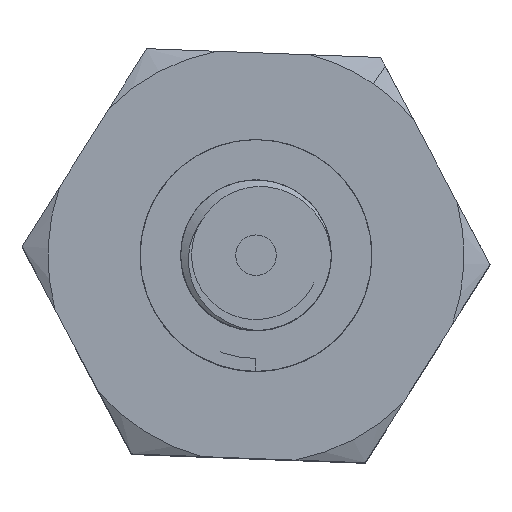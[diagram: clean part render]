
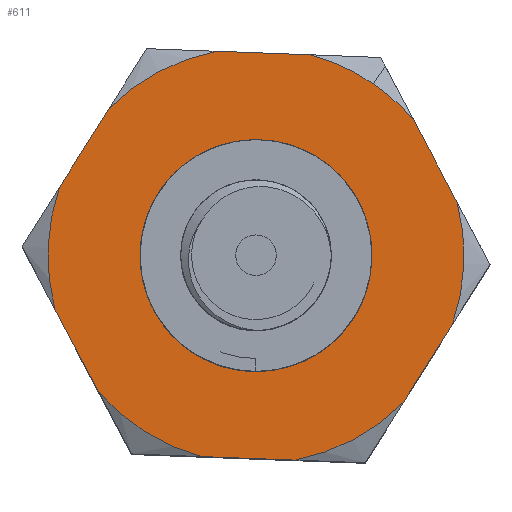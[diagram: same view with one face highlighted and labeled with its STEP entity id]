
A CAD part, top view. The second image highlights one B-rep face of the part: STEP entity #611.
In plain terms, the highlighted planar face has unit normal (0, 0, 1).
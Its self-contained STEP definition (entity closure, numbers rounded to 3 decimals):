
#72 = AXIS2_PLACEMENT_3D ( 'NONE', #13730, #13603, #6648 ) ;
#139 = CIRCLE ( 'NONE', #15220, 1.5 ) ;
#245 = VERTEX_POINT ( 'NONE', #2802 ) ;
#508 = ORIENTED_EDGE ( 'NONE', *, *, #4171, .F. ) ;
#611 = ADVANCED_FACE ( 'NONE', ( #3949, #16613 ), #2548, .F. ) ;
#663 = VERTEX_POINT ( 'NONE', #15526 ) ;
#824 = EDGE_CURVE ( 'NONE', #3164, #2321, #17069, .T. ) ;
#1071 = CARTESIAN_POINT ( 'NONE',  ( 0.936, 3.467, 9.981 ) ) ;
#1272 = AXIS2_PLACEMENT_3D ( 'NONE', #7608, #16069, #11831 ) ;
#1451 = DIRECTION ( 'NONE',  ( 0.564, 0.826, 0. ) ) ;
#1574 = CARTESIAN_POINT ( 'NONE',  ( 0., 0., 9.981 ) ) ;
#1833 = CARTESIAN_POINT ( 'NONE',  ( -1.887, 3.574, 9.981 ) ) ;
#1929 = AXIS2_PLACEMENT_3D ( 'NONE', #1574, #2863, #7025 ) ;
#2084 = CARTESIAN_POINT ( 'NONE',  ( -2.719, -2.346, 9.981 ) ) ;
#2321 = VERTEX_POINT ( 'NONE', #18349 ) ;
#2330 = DIRECTION ( 'NONE',  ( 0.532, 0.847, 0. ) ) ;
#2548 = PLANE ( 'NONE',  #4231 ) ;
#2583 = AXIS2_PLACEMENT_3D ( 'NONE', #5500, #9826, #12641 ) ;
#2802 = CARTESIAN_POINT ( 'NONE',  ( 0.673, -3.528, 9.981 ) ) ;
#2863 = DIRECTION ( 'NONE',  ( 0., 0., -1. ) ) ;
#2949 = DIRECTION ( 'NONE',  ( 0.467, -0.884, 0. ) ) ;
#3112 = EDGE_CURVE ( 'NONE', #13015, #4445, #18139, .T. ) ;
#3164 = VERTEX_POINT ( 'NONE', #1071 ) ;
#3183 = DIRECTION ( 'NONE',  ( 0.564, 0.826, 0. ) ) ;
#3370 = EDGE_CURVE ( 'NONE', #13367, #245, #3715, .T. ) ;
#3397 = ORIENTED_EDGE ( 'NONE', *, *, #3370, .F. ) ;
#3423 = DIRECTION ( 'NONE',  ( 0.564, 0.826, 0. ) ) ;
#3425 = CARTESIAN_POINT ( 'NONE',  ( 1.887, -3.574, 9.981 ) ) ;
#3482 = EDGE_CURVE ( 'NONE', #16985, #13015, #12365, .T. ) ;
#3483 = DIRECTION ( 'NONE',  ( 0., 0., -1. ) ) ;
#3518 = DIRECTION ( 'NONE',  ( 0.999, -0.038, 0. ) ) ;
#3544 = CARTESIAN_POINT ( 'NONE',  ( 0., 0., 9.981 ) ) ;
#3546 = DIRECTION ( 'NONE',  ( -0.999, 0.038, 0. ) ) ;
#3715 = CIRCLE ( 'NONE', #1272, 3.591 ) ;
#3901 = VECTOR ( 'NONE', #3518, 1000. ) ;
#3949 = FACE_BOUND ( 'NONE', #9291, .T. ) ;
#4043 = VECTOR ( 'NONE', #2330, 1000. ) ;
#4171 = EDGE_CURVE ( 'NONE', #4786, #16489, #9244, .T. ) ;
#4179 = ORIENTED_EDGE ( 'NONE', *, *, #4201, .F. ) ;
#4201 = EDGE_CURVE ( 'NONE', #5616, #13935, #17228, .T. ) ;
#4231 = AXIS2_PLACEMENT_3D ( 'NONE', #6651, #15407, #18131 ) ;
#4277 = EDGE_CURVE ( 'NONE', #663, #12437, #139, .T. ) ;
#4445 = VERTEX_POINT ( 'NONE', #5116 ) ;
#4559 = CARTESIAN_POINT ( 'NONE',  ( -0.936, -3.467, 9.981 ) ) ;
#4684 = EDGE_CURVE ( 'NONE', #13935, #13367, #6559, .T. ) ;
#4736 = EDGE_CURVE ( 'NONE', #12437, #663, #12774, .T. ) ;
#4786 = VERTEX_POINT ( 'NONE', #9922 ) ;
#5116 = CARTESIAN_POINT ( 'NONE',  ( -3.392, 1.181, 9.981 ) ) ;
#5449 = AXIS2_PLACEMENT_3D ( 'NONE', #7207, #17021, #1451 ) ;
#5500 = CARTESIAN_POINT ( 'NONE',  ( 0., 0., 9.981 ) ) ;
#5616 = VERTEX_POINT ( 'NONE', #15825 ) ;
#5794 = ORIENTED_EDGE ( 'NONE', *, *, #15451, .F. ) ;
#5895 = VECTOR ( 'NONE', #15602, 1000. ) ;
#6034 = ORIENTED_EDGE ( 'NONE', *, *, #4277, .T. ) ;
#6086 = CARTESIAN_POINT ( 'NONE',  ( 3.392, -1.181, 9.981 ) ) ;
#6133 = VECTOR ( 'NONE', #14833, 1000. ) ;
#6387 = CARTESIAN_POINT ( 'NONE',  ( -2.151, -3.421, 9.981 ) ) ;
#6559 = LINE ( 'NONE', #8434, #5895 ) ;
#6648 = DIRECTION ( 'NONE',  ( 0.564, 0.826, 0. ) ) ;
#6651 = CARTESIAN_POINT ( 'NONE',  ( 0., 0., 9.981 ) ) ;
#6773 = CARTESIAN_POINT ( 'NONE',  ( 2.719, 2.346, 9.981 ) ) ;
#6786 = LINE ( 'NONE', #1833, #3901 ) ;
#6940 = ORIENTED_EDGE ( 'NONE', *, *, #3482, .F. ) ;
#7025 = DIRECTION ( 'NONE',  ( 0.564, 0.826, 0. ) ) ;
#7207 = CARTESIAN_POINT ( 'NONE',  ( 0., 0., 9.981 ) ) ;
#7281 = CARTESIAN_POINT ( 'NONE',  ( 0., 0., 9.981 ) ) ;
#7308 = CARTESIAN_POINT ( 'NONE',  ( -0.673, 3.528, 9.981 ) ) ;
#7476 = CARTESIAN_POINT ( 'NONE',  ( 0., 0., 9.981 ) ) ;
#7608 = CARTESIAN_POINT ( 'NONE',  ( 0., 0., 9.981 ) ) ;
#7612 = DIRECTION ( 'NONE',  ( 0.564, 0.826, 0. ) ) ;
#7790 = LINE ( 'NONE', #10718, #4043 ) ;
#8222 = EDGE_CURVE ( 'NONE', #2321, #10875, #14264, .T. ) ;
#8434 = CARTESIAN_POINT ( 'NONE',  ( 4.039, -0.152, 9.981 ) ) ;
#8638 = CARTESIAN_POINT ( 'NONE',  ( 2.151, 3.421, 9.981 ) ) ;
#8692 = CIRCLE ( 'NONE', #1929, 3.591 ) ;
#8702 = CARTESIAN_POINT ( 'NONE',  ( 0., 0., 9.981 ) ) ;
#8711 = EDGE_CURVE ( 'NONE', #16099, #16985, #8692, .T. ) ;
#8802 = ORIENTED_EDGE ( 'NONE', *, *, #17233, .F. ) ;
#8818 = DIRECTION ( 'NONE',  ( 0., 0., -1. ) ) ;
#9167 = LINE ( 'NONE', #8638, #10726 ) ;
#9244 = CIRCLE ( 'NONE', #2583, 3.591 ) ;
#9291 = EDGE_LOOP ( 'NONE', ( #15913, #6034 ) ) ;
#9826 = DIRECTION ( 'NONE',  ( 0., 0., -1. ) ) ;
#9922 = CARTESIAN_POINT ( 'NONE',  ( -2.534, 2.545, 9.981 ) ) ;
#10411 = DIRECTION ( 'NONE',  ( 0., 0., -1. ) ) ;
#10423 = CARTESIAN_POINT ( 'NONE',  ( -0.846, -1.239, 9.981 ) ) ;
#10438 = AXIS2_PLACEMENT_3D ( 'NONE', #7281, #11618, #11680 ) ;
#10677 = EDGE_CURVE ( 'NONE', #245, #16099, #17780, .T. ) ;
#10718 = CARTESIAN_POINT ( 'NONE',  ( -4.039, 0.152, 9.981 ) ) ;
#10726 = VECTOR ( 'NONE', #2949, 1000. ) ;
#10875 = VERTEX_POINT ( 'NONE', #6773 ) ;
#11618 = DIRECTION ( 'NONE',  ( 0., 0., -1. ) ) ;
#11680 = DIRECTION ( 'NONE',  ( 0.564, 0.826, 0. ) ) ;
#11831 = DIRECTION ( 'NONE',  ( 0.564, 0.826, 0. ) ) ;
#12365 = LINE ( 'NONE', #6387, #6133 ) ;
#12437 = VERTEX_POINT ( 'NONE', #10423 ) ;
#12641 = DIRECTION ( 'NONE',  ( 0.564, 0.826, 0. ) ) ;
#12774 = CIRCLE ( 'NONE', #5449, 1.5 ) ;
#12871 = ORIENTED_EDGE ( 'NONE', *, *, #3112, .F. ) ;
#13015 = VERTEX_POINT ( 'NONE', #15996 ) ;
#13105 = EDGE_CURVE ( 'NONE', #16489, #3164, #6786, .T. ) ;
#13367 = VERTEX_POINT ( 'NONE', #17713 ) ;
#13558 = VECTOR ( 'NONE', #3546, 1000. ) ;
#13603 = DIRECTION ( 'NONE',  ( 0., 0., -1. ) ) ;
#13730 = CARTESIAN_POINT ( 'NONE',  ( 0., 0., 9.981 ) ) ;
#13935 = VERTEX_POINT ( 'NONE', #6086 ) ;
#14087 = ORIENTED_EDGE ( 'NONE', *, *, #4684, .F. ) ;
#14089 = AXIS2_PLACEMENT_3D ( 'NONE', #7476, #10411, #7612 ) ;
#14264 = CIRCLE ( 'NONE', #15591, 3.591 ) ;
#14833 = DIRECTION ( 'NONE',  ( -0.467, 0.884, 0. ) ) ;
#15149 = ORIENTED_EDGE ( 'NONE', *, *, #13105, .F. ) ;
#15220 = AXIS2_PLACEMENT_3D ( 'NONE', #8702, #8818, #3183 ) ;
#15407 = DIRECTION ( 'NONE',  ( 0., 0., -1. ) ) ;
#15451 = EDGE_CURVE ( 'NONE', #10875, #5616, #9167, .T. ) ;
#15526 = CARTESIAN_POINT ( 'NONE',  ( 0.846, 1.239, 9.981 ) ) ;
#15591 = AXIS2_PLACEMENT_3D ( 'NONE', #3544, #3483, #3423 ) ;
#15602 = DIRECTION ( 'NONE',  ( -0.532, -0.847, 0. ) ) ;
#15607 = ORIENTED_EDGE ( 'NONE', *, *, #824, .F. ) ;
#15763 = ORIENTED_EDGE ( 'NONE', *, *, #8711, .F. ) ;
#15825 = CARTESIAN_POINT ( 'NONE',  ( 3.471, 0.923, 9.981 ) ) ;
#15913 = ORIENTED_EDGE ( 'NONE', *, *, #4736, .T. ) ;
#15996 = CARTESIAN_POINT ( 'NONE',  ( -3.471, -0.923, 9.981 ) ) ;
#16069 = DIRECTION ( 'NONE',  ( 0., 0., -1. ) ) ;
#16099 = VERTEX_POINT ( 'NONE', #4559 ) ;
#16489 = VERTEX_POINT ( 'NONE', #7308 ) ;
#16613 = FACE_OUTER_BOUND ( 'NONE', #16620, .T. ) ;
#16620 = EDGE_LOOP ( 'NONE', ( #4179, #5794, #17812, #15607, #15149, #508, #8802, #12871, #6940, #15763, #17533, #3397, #14087 ) ) ;
#16985 = VERTEX_POINT ( 'NONE', #2084 ) ;
#17021 = DIRECTION ( 'NONE',  ( 0., 0., -1. ) ) ;
#17069 = CIRCLE ( 'NONE', #14089, 3.591 ) ;
#17228 = CIRCLE ( 'NONE', #10438, 3.591 ) ;
#17233 = EDGE_CURVE ( 'NONE', #4445, #4786, #7790, .T. ) ;
#17533 = ORIENTED_EDGE ( 'NONE', *, *, #10677, .F. ) ;
#17713 = CARTESIAN_POINT ( 'NONE',  ( 2.534, -2.545, 9.981 ) ) ;
#17780 = LINE ( 'NONE', #3425, #13558 ) ;
#17812 = ORIENTED_EDGE ( 'NONE', *, *, #8222, .F. ) ;
#18131 = DIRECTION ( 'NONE',  ( 0.564, 0.826, 0. ) ) ;
#18139 = CIRCLE ( 'NONE', #72, 3.591 ) ;
#18349 = CARTESIAN_POINT ( 'NONE',  ( 2.025, 2.966, 9.981 ) ) ;
